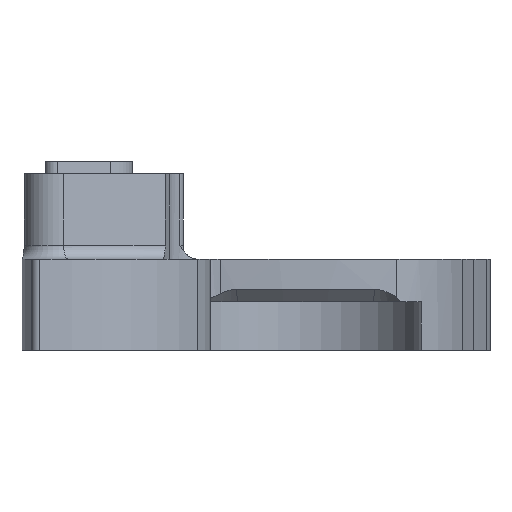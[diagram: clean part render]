
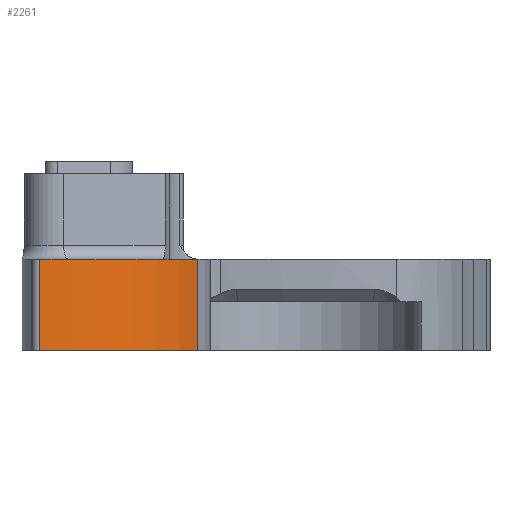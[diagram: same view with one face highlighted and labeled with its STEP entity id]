
A CAD part, front view. The second image highlights one B-rep face of the part: STEP entity #2261.
In plain terms, the highlighted cylindrical face has radius 16.452 mm (diameter 32.904 mm), a partial arc.
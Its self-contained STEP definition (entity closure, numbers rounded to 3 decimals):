
#17 = DIRECTION ( 'NONE',  ( -1., 0., 0. ) ) ;
#47 = CARTESIAN_POINT ( 'NONE',  ( -8.343, -32.181, 108.419 ) ) ;
#192 = DIRECTION ( 'NONE',  ( 0., 0., -1. ) ) ;
#213 = DIRECTION ( 'NONE',  ( 0., 0., -1. ) ) ;
#233 = CARTESIAN_POINT ( 'NONE',  ( -8.343, -32.181, 3.5 ) ) ;
#304 = VERTEX_POINT ( 'NONE', #1685 ) ;
#363 = CARTESIAN_POINT ( 'NONE',  ( -21.331, -40.205, 3.5 ) ) ;
#397 = CARTESIAN_POINT ( 'NONE',  ( -21.331, -40.205, 108.419 ) ) ;
#450 = LINE ( 'NONE', #47, #1707 ) ;
#557 = VERTEX_POINT ( 'NONE', #363 ) ;
#565 = DIRECTION ( 'NONE',  ( -1., 0., 0. ) ) ;
#599 = CARTESIAN_POINT ( 'NONE',  ( -22.497, -23.794, -4. ) ) ;
#775 = DIRECTION ( 'NONE',  ( 0., 0., -1. ) ) ;
#804 = ORIENTED_EDGE ( 'NONE', *, *, #1610, .T. ) ;
#836 = DIRECTION ( 'NONE',  ( 0., 0., 1. ) ) ;
#863 = VERTEX_POINT ( 'NONE', #233 ) ;
#1128 = CARTESIAN_POINT ( 'NONE',  ( -21.331, -40.205, -4. ) ) ;
#1144 = FACE_OUTER_BOUND ( 'NONE', #2012, .T. ) ;
#1202 = ORIENTED_EDGE ( 'NONE', *, *, #1413, .F. ) ;
#1281 = AXIS2_PLACEMENT_3D ( 'NONE', #1926, #192, #565 ) ;
#1413 = EDGE_CURVE ( 'NONE', #557, #863, #2252, .T. ) ;
#1430 = ORIENTED_EDGE ( 'NONE', *, *, #1489, .F. ) ;
#1474 = ORIENTED_EDGE ( 'NONE', *, *, #1591, .T. ) ;
#1489 = EDGE_CURVE ( 'NONE', #863, #304, #450, .T. ) ;
#1526 = CYLINDRICAL_SURFACE ( 'NONE', #1281, 16.452 ) ;
#1581 = VERTEX_POINT ( 'NONE', #1128 ) ;
#1591 = EDGE_CURVE ( 'NONE', #1581, #304, #1738, .T. ) ;
#1610 = EDGE_CURVE ( 'NONE', #557, #1581, #2341, .T. ) ;
#1685 = CARTESIAN_POINT ( 'NONE',  ( -8.343, -32.181, -4. ) ) ;
#1707 = VECTOR ( 'NONE', #775, 1000. ) ;
#1738 = CIRCLE ( 'NONE', #1914, 16.452 ) ;
#1857 = VECTOR ( 'NONE', #213, 1000. ) ;
#1914 = AXIS2_PLACEMENT_3D ( 'NONE', #599, #2242, #17 ) ;
#1926 = CARTESIAN_POINT ( 'NONE',  ( -22.497, -23.794, 108.419 ) ) ;
#1946 = DIRECTION ( 'NONE',  ( 1., 0., 0. ) ) ;
#2012 = EDGE_LOOP ( 'NONE', ( #1202, #804, #1474, #1430 ) ) ;
#2206 = CARTESIAN_POINT ( 'NONE',  ( -22.497, -23.794, 3.5 ) ) ;
#2242 = DIRECTION ( 'NONE',  ( 0., 0., 1. ) ) ;
#2252 = CIRCLE ( 'NONE', #2319, 16.452 ) ;
#2261 = ADVANCED_FACE ( 'NONE', ( #1144 ), #1526, .T. ) ;
#2319 = AXIS2_PLACEMENT_3D ( 'NONE', #2206, #836, #1946 ) ;
#2341 = LINE ( 'NONE', #397, #1857 ) ;
